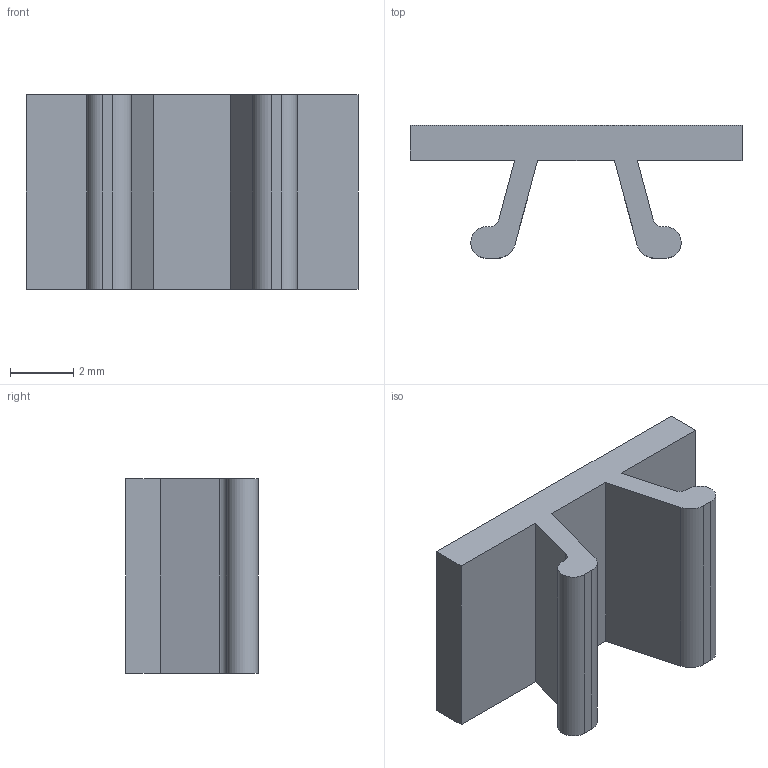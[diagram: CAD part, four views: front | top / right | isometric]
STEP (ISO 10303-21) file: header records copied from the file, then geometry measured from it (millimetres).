
FILE_DESCRIPTION(('SolidDesigner STEP Export'),'2;1');
FILE_NAME('1051003_zb6_select.stp','2014-11-08T10:18:59',(''),(''),'Creo Elements/Direct Modeling STEP processor for AP214 (Solid Model)','Creo Elements/Direct Modeling 18.1 06-May-2012 (C) Parametric Technology GmbH','');
FILE_SCHEMA(('AUTOMOTIVE_DESIGN { 1 0 10303 214 1 1 1 1 }'));
Length unit declared in the file: millimetre
Products named in the file (2): 1051003_zb6_select
Assembly tree (1 placements, depth 2):
  1051003_zb6_select
    1051003_zb6_select
Bounding box: 10.5 x 4.2 x 6.15 mm (x, y, z)
Volume: 105.4 mm3; surface area: 264.7 mm2
Topology: 1 solids, 1 shells, 22 faces, 60 edges, 40 vertices
Faces by surface type: plane 16, cylinder 6
Entity records: 917 total; most frequent: CARTESIAN_POINT 124, DIRECTION 120, ORIENTED_EDGE 120, EDGE_CURVE 60, VECTOR 48, LINE 48, VERTEX_POINT 40, AXIS2_PLACEMENT_3D 36
